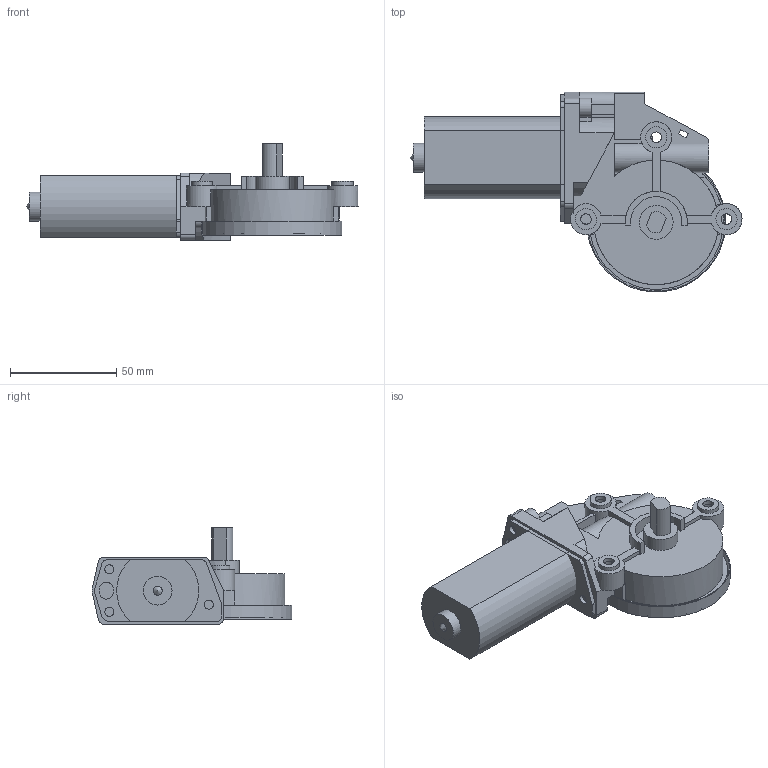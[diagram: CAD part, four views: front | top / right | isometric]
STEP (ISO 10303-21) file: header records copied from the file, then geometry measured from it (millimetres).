
FILE_DESCRIPTION (( 'STEP AP214' ), '1' );
FILE_NAME ('am-2235 Snow Blower Motor.STEP', '2018-11-15T16:22:53', ( '' ), ( '' ), 'SwSTEP 2.0', 'SolidWorks 2018', '' );
FILE_SCHEMA (( 'AUTOMOTIVE_DESIGN' ));
Length unit declared in the file: millimetre
Products named in the file (1): am-2235 Snow Blower Motor
Bounding box: 155.98 x 93.89 x 45.24 mm (x, y, z)
Volume: 175322.6 mm3; surface area: 46713.5 mm2
Topology: 8 solids, 8 shells, 170 faces, 441 edges, 291 vertices
Faces by surface type: plane 109, cylinder 58, cone 2, bspline 1
Full cylindrical faces by diameter (mm): 4.318 x3, 5 x3, 5.08 x3, 6.35 x3, 9.906 x3, 10.922 x1, 13.513 x1, 15.85 x1, 62.992 x1, 64.592 x1, 65.405 x1
Entity records: 7178 total; most frequent: CARTESIAN_POINT 1039, DIRECTION 891, ORIENTED_EDGE 814, EDGE_CURVE 407, AXIS2_PLACEMENT_3D 326, VERTEX_POINT 280, VECTOR 239, LINE 239
